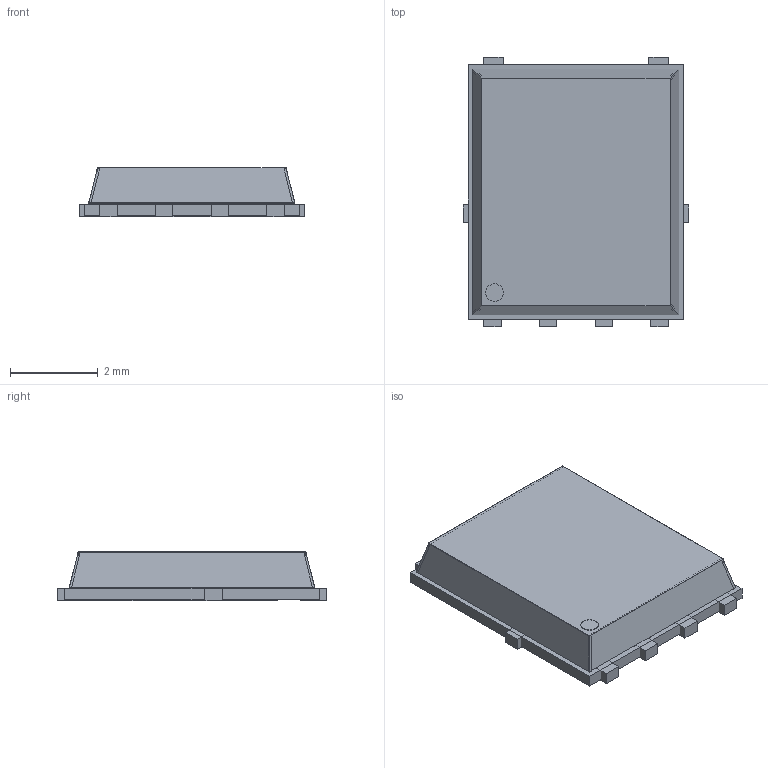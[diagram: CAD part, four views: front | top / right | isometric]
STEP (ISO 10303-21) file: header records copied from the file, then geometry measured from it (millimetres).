
FILE_DESCRIPTION (( 'STEP AP214' ), '1' );
FILE_NAME ('User Library-DFN5x6_SO8FL.STEP', '2015-01-30T23:52:11', ( 'Windows User' ), ( '' ), 'SwSTEP 2.0', 'SolidWorks 2015', '' );
FILE_SCHEMA (( 'AUTOMOTIVE_DESIGN' ));
Length unit declared in the file: millimetre
Products named in the file (16): User Library-DFN5x6_SO8FL_Extruded; User Library-DFN5x6_SO8FL; User Library-DFN5x6_SO8FL_Free-Models; User Library-DFN5x6_SO8FL_500160368; User Library-DFN5x6_SO8FL_Extruded_6; User Library-DFN5x6_SO8FL_500156144; User Library-DFN5x6_SO8FL_Extruded_5; User Library-DFN5x6_SO8FL_266863104; User Library-DFN5x6_SO8FL_Extruded_4; User Library-DFN5x6_SO8FL_750905040; User Library-DFN5x6_SO8FL_Extruded_3; User Library-DFN5x6_SO8FL_587257496; User Library-DFN5x6_SO8FL_Cylinder; User Library-DFN5x6_SO8FL_SIDE_L; User Library-DFN5x6_SO8FL_Extruded_2; User Library-DFN5x6_SO8FL_SIDE_S
Assembly tree (20 placements, depth 4):
  User Library-DFN5x6_SO8FL
    User Library-DFN5x6_SO8FL_Free-Models
      User Library-DFN5x6_SO8FL_SIDE_S  x2
        User Library-DFN5x6_SO8FL_Extruded
      User Library-DFN5x6_SO8FL_SIDE_L  x2
        User Library-DFN5x6_SO8FL_Extruded_2
      User Library-DFN5x6_SO8FL_587257496
        User Library-DFN5x6_SO8FL_Cylinder
      User Library-DFN5x6_SO8FL_750905040
        User Library-DFN5x6_SO8FL_Extruded_3
      User Library-DFN5x6_SO8FL_266863104
        User Library-DFN5x6_SO8FL_Extruded_4
      User Library-DFN5x6_SO8FL_500156144  x4
        User Library-DFN5x6_SO8FL_Extruded_5
      User Library-DFN5x6_SO8FL_500160368
        User Library-DFN5x6_SO8FL_Extruded_6
Bounding box: 5.15 x 6.15 x 1.13 mm (x, y, z)
Volume: 16.7 mm3; surface area: 193 mm2
Topology: 12 solids, 12 shells, 114 faces, 270 edges, 180 vertices
Faces by surface type: plane 112, cylinder 2
Entity records: 3432 total; most frequent: CARTESIAN_POINT 393, DIRECTION 384, ORIENTED_EDGE 348, EDGE_CURVE 174, VECTOR 170, LINE 170, VERTEX_POINT 116, AXIS2_PLACEMENT_3D 107
